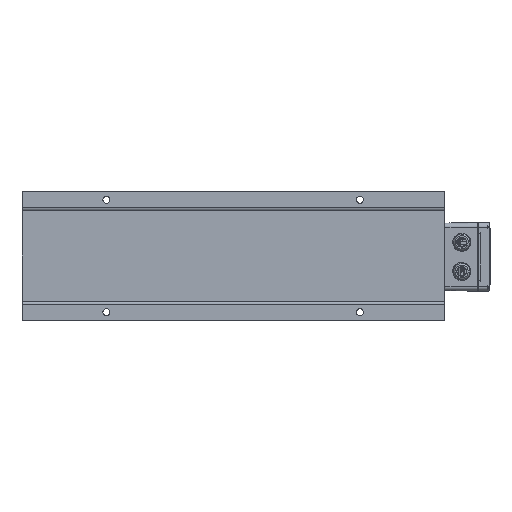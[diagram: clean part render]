
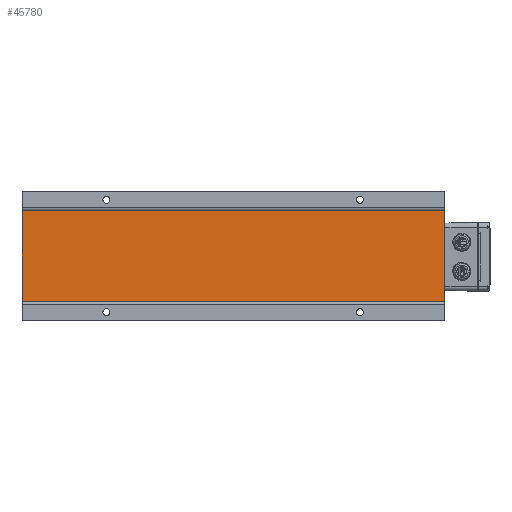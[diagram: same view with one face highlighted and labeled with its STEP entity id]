
A CAD part, front view. The second image highlights one B-rep face of the part: STEP entity #45780.
In plain terms, the highlighted planar face has unit normal (0, -1, 0).
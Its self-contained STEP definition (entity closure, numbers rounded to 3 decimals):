
#4656=LINE('',#75540,#8836);
#4674=LINE('',#75591,#8854);
#4676=LINE('',#75601,#8856);
#4677=LINE('',#75602,#8857);
#8836=VECTOR('',#59528,10.);
#8854=VECTOR('',#59580,10.);
#8856=VECTOR('',#59596,10.);
#8857=VECTOR('',#59597,10.);
#12104=FACE_OUTER_BOUND('',#14638,.T.);
#14638=EDGE_LOOP('',(#37719,#37720,#37721,#37722));
#20166=VERTEX_POINT('',#75537);
#20167=VERTEX_POINT('',#75539);
#20182=VERTEX_POINT('',#75588);
#20183=VERTEX_POINT('',#75590);
#26209=EDGE_CURVE('',#20167,#20166,#4656,.T.);
#26235=EDGE_CURVE('',#20182,#20183,#4674,.T.);
#26238=EDGE_CURVE('',#20183,#20166,#4676,.T.);
#26239=EDGE_CURVE('',#20182,#20167,#4677,.T.);
#37719=ORIENTED_EDGE('',*,*,#26238,.F.);
#37720=ORIENTED_EDGE('',*,*,#26235,.F.);
#37721=ORIENTED_EDGE('',*,*,#26239,.T.);
#37722=ORIENTED_EDGE('',*,*,#26209,.T.);
#41228=PLANE('',#49197);
#45780=ADVANCED_FACE('',(#12104),#41228,.T.);
#49197=AXIS2_PLACEMENT_3D('',#75600,#59594,#59595);
#59528=DIRECTION('',(-1.,0.,0.));
#59580=DIRECTION('',(-1.,0.,0.));
#59594=DIRECTION('center_axis',(0.,-1.,0.));
#59595=DIRECTION('ref_axis',(0.,0.,
-1.));
#59596=DIRECTION('',(0.,0.,1.));
#59597=DIRECTION('',(0.,0.,1.));
#75537=CARTESIAN_POINT('',(-375.,-325.,81.5));
#75539=CARTESIAN_POINT('',(375.,-325.,81.5));
#75540=CARTESIAN_POINT('',(-375.,-325.,81.5));
#75588=CARTESIAN_POINT('',(375.,-325.,-78.5));
#75590=CARTESIAN_POINT('',(-375.,-325.,-78.5));
#75591=CARTESIAN_POINT('',(375.,-325.,-78.5));
#75600=CARTESIAN_POINT('Origin',(375.,-325.,-78.5));
#75601=CARTESIAN_POINT('',(-375.,-325.,-78.5));
#75602=CARTESIAN_POINT('',(375.,-325.,-78.5));
